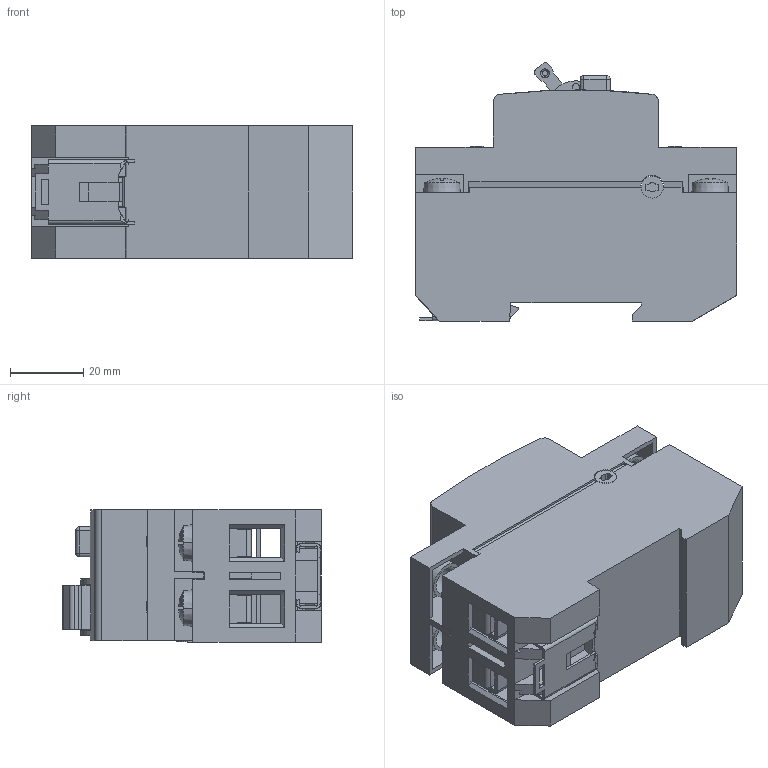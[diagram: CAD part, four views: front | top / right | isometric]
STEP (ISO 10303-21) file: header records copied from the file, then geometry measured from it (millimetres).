
FILE_DESCRIPTION((''),'2;1');
FILE_NAME('002062727_EFI-2A_G-KV_25-0_03_ASM','2022-11-23T15:08:01',('klemen.sitar'),('Audax d.o.o.'),'CREO PARAMETRIC BY PTC INC, 2021304','CREO PARAMETRIC BY PTC INC, 2021304','');
FILE_SCHEMA(('AP242_MANAGED_MODEL_BASED_3D_ENGINEERING_MIM_LF { 1 0 10303 442 1 1 4 }'));
Length unit declared in the file: millimetre
Products named in the file (18): 0000057622_4_1_1_1; 0000000706_1_1_1_1; 0000000533_1_1_2_1_1_1; 0000000470_1_1_2_1_1_1; 0000000695_ASM_1_ASM_1_ASM_1_AS_ASM; 0000000703_1_1_1_1; 0000000470_1_1_1_2_1_1; 0000000692_ASM_1_ASM_1_ASM_1_AS_ASM; 0000000704_1_1_1_1; 0000000470_1_1_1_1; 0000000708_ASM_1_ASM_1_ASM_1_AS_ASM; 0000000712_4_1_1_1; 0000001049_1_1_1_1; 0000000069_3_1_1_1; GRED_2P_1_1_2_1_1_1; 0000000727_1_1_1_1; PRT0006_1; 002062727_EFI-2A_G-KV_25-0_03_ASM
Assembly tree (21 placements, depth 3):
  002062727_EFI-2A_G-KV_25-0_03_ASM
    0000057622_4_1_1_1
    0000000695_ASM_1_ASM_1_ASM_1_AS_ASM
      0000000706_1_1_1_1
      0000000533_1_1_2_1_1_1
      0000000470_1_1_2_1_1_1
    0000000692_ASM_1_ASM_1_ASM_1_AS_ASM
      0000000703_1_1_1_1
      0000000470_1_1_1_2_1_1
    0000000708_ASM_1_ASM_1_ASM_1_AS_ASM  x2
      0000000704_1_1_1_1
      0000000470_1_1_1_1
    0000000712_4_1_1_1
    0000001049_1_1_1_1
    0000000069_3_1_1_1
    GRED_2P_1_1_2_1_1_1
    0000000727_1_1_1_1
    0000000533_1_1_2_1_1_1  x3
    PRT0006_1
Bounding box: 87.55 x 70.44 x 36 mm (x, y, z)
Volume: 52059.7 mm3; surface area: 58193.3 mm2
Topology: 19 solids, 21 shells, 1073 faces, 3020 edges, 1976 vertices
Faces by surface type: plane 812, cylinder 201, extrusion 22, cone 20, sphere 12, bspline 6
Entity records: 47197 total; most frequent: CARTESIAN_POINT 6182, ORIENTED_EDGE 5152, DIRECTION 4809, PRESENTATION_STYLE_ASSIGNMENT 3544, STYLED_ITEM 3544, CURVE_STYLE 2616, EDGE_CURVE 2576, VECTOR 2079
